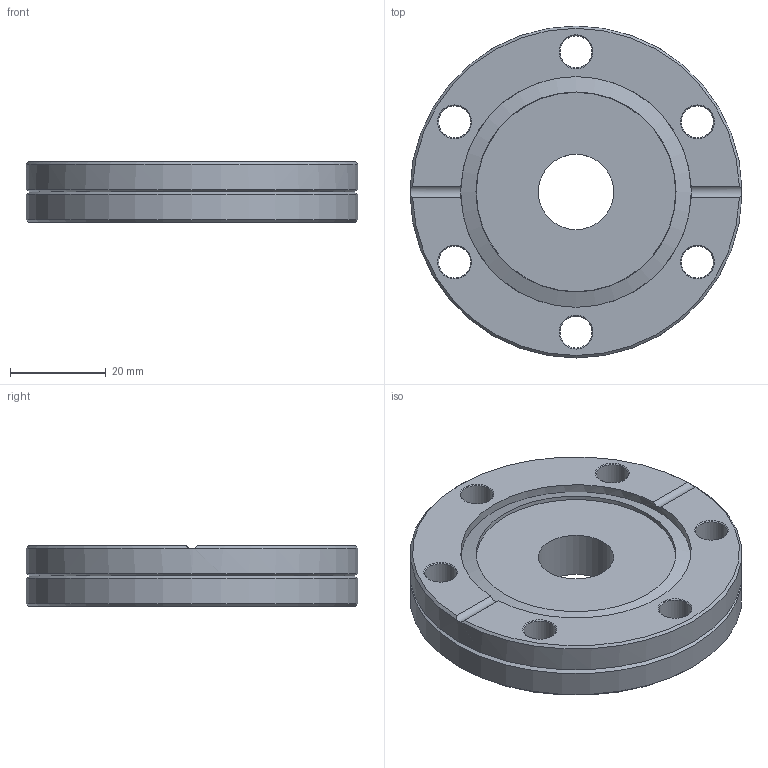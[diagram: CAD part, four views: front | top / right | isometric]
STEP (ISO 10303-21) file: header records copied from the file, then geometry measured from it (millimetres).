
FILE_DESCRIPTION (( 'STEP AP214' ), '1' );
FILE_NAME ('RP1CF4016 FULLVAC.STEP', '2019-10-24T12:17:38', ( '' ), ( '' ), 'SwSTEP 2.0', 'SolidWorks 2017', '' );
FILE_SCHEMA (( 'AUTOMOTIVE_DESIGN' ));
Length unit declared in the file: millimetre
Products named in the file (1): RP1CF4016 FULLVAC
Bounding box: 69.5 x 69.5 x 12.7 mm (x, y, z)
Volume: 39860.4 mm3; surface area: 12768 mm2
Topology: 1 solids, 1 shells, 51 faces, 132 edges, 84 vertices
Faces by surface type: cone 27, cylinder 19, plane 5
Full cylindrical faces by diameter (mm): 3.3 x6, 6.7 x6, 15.8 x1, 21.4 x1, 48.3 x1, 69.5 x2
Entity records: 1260 total; most frequent: CARTESIAN_POINT 238, DIRECTION 220, ORIENTED_EDGE 136, AXIS2_PLACEMENT_3D 108, EDGE_LOOP 108, FACE_OUTER_BOUND 68, EDGE_CURVE 68, VERTEX_POINT 62
